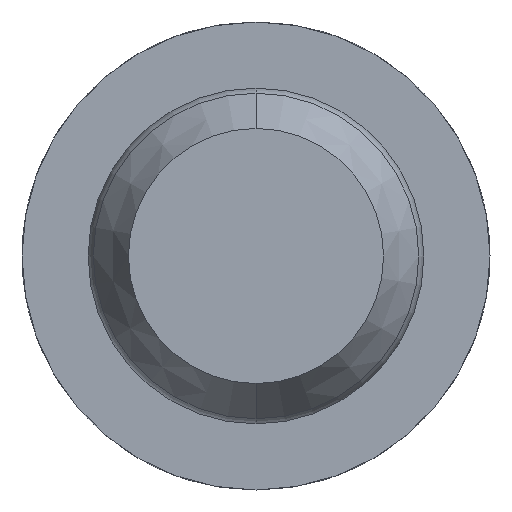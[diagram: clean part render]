
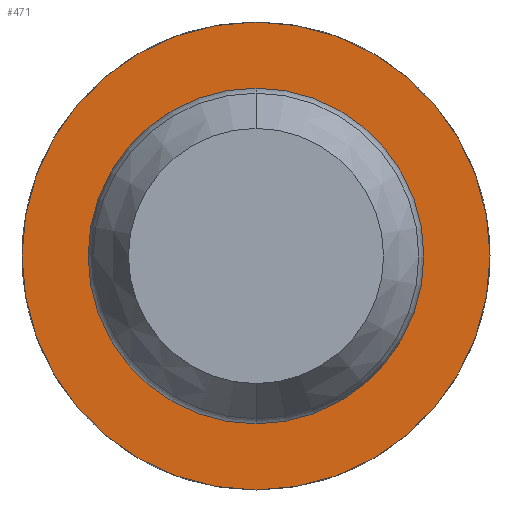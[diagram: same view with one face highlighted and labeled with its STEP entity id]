
A CAD part, front view. The second image highlights one B-rep face of the part: STEP entity #471.
In plain terms, the highlighted planar face has unit normal (0, -1, 0).
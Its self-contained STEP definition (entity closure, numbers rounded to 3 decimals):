
#104 = EDGE_CURVE ( 'Defeature ausgef�hrt3_4+Defeature ausgef�hrt3_5+Defeature ausgef�hrt3_5+Defeature ausgef�hrt3_5', #2772, #1469, #844, .T. ) ;
#114 = VERTEX_POINT ( 'NONE', #2801 ) ;
#154 = VERTEX_POINT ( 'NONE', #3106 ) ;
#161 = ORIENTED_EDGE ( 'NONE', *, *, #2888, .T. ) ;
#233 = DIRECTION ( 'NONE',  ( 0., 0., 1. ) ) ;
#471 = ADVANCED_FACE ( 'Defeature ausgef�hrt3_4', ( #2485, #3232 ), #595, .F. ) ;
#564 = DIRECTION ( 'NONE',  ( 0., 1., 0. ) ) ;
#581 = DIRECTION ( 'NONE',  ( 0., 1., 0. ) ) ;
#595 = PLANE ( 'NONE',  #2309 ) ;
#715 = AXIS2_PLACEMENT_3D ( 'NONE', #825, #564, #1130 ) ;
#825 = CARTESIAN_POINT ( 'NONE',  ( 0., -10.5, 0. ) ) ;
#833 = DIRECTION ( 'NONE',  ( 0., 1., 0. ) ) ;
#844 = CIRCLE ( 'NONE', #3455, 0.825 ) ;
#1092 = AXIS2_PLACEMENT_3D ( 'NONE', #3325, #581, #233 ) ;
#1096 = CARTESIAN_POINT ( 'NONE',  ( 0., -10.5, 0. ) ) ;
#1130 = DIRECTION ( 'NONE',  ( 0., 0., 1. ) ) ;
#1260 = ORIENTED_EDGE ( 'NONE', *, *, #2845, .F. ) ;
#1294 = CIRCLE ( 'NONE', #1092, 1.15 ) ;
#1380 = DIRECTION ( 'NONE',  ( 0., 0., 1. ) ) ;
#1442 = DIRECTION ( 'NONE',  ( 0., 0., 1. ) ) ;
#1469 = VERTEX_POINT ( 'NONE', #2695 ) ;
#1526 = EDGE_CURVE ( 'Defeature ausgef�hrt3_3+Defeature ausgef�hrt3_4+Defeature ausgef�hrt3_4+Defeature ausgef�hrt3_4', #154, #114, #1294, .T. ) ;
#1657 = DIRECTION ( 'NONE',  ( 0., 0., 1. ) ) ;
#1748 = DIRECTION ( 'NONE',  ( 0., 1., 0. ) ) ;
#1932 = AXIS2_PLACEMENT_3D ( 'NONE', #3114, #833, #1380 ) ;
#2020 = EDGE_LOOP ( 'NONE', ( #3025, #161 ) ) ;
#2298 = CARTESIAN_POINT ( 'NONE',  ( 1.15, -10.5, 0. ) ) ;
#2309 = AXIS2_PLACEMENT_3D ( 'NONE', #2298, #1748, #1442 ) ;
#2445 = EDGE_LOOP ( 'NONE', ( #3077, #1260 ) ) ;
#2485 = FACE_OUTER_BOUND ( 'NONE', #2445, .T. ) ;
#2695 = CARTESIAN_POINT ( 'NONE',  ( 0., -10.5, -0.825 ) ) ;
#2772 = VERTEX_POINT ( 'NONE', #3509 ) ;
#2801 = CARTESIAN_POINT ( 'NONE',  ( 0., -10.5, -1.15 ) ) ;
#2813 = DIRECTION ( 'NONE',  ( 0., 1., 0. ) ) ;
#2845 = EDGE_CURVE ( 'Defeature ausgef�hrt3_3+Defeature ausgef�hrt3_4+Defeature ausgef�hrt3_4+Defeature ausgef�hrt3_4', #114, #154, #3261, .T. ) ;
#2888 = EDGE_CURVE ( 'Defeature ausgef�hrt3_4+Defeature ausgef�hrt3_5+Defeature ausgef�hrt3_5+Defeature ausgef�hrt3_5', #1469, #2772, #3302, .T. ) ;
#3025 = ORIENTED_EDGE ( 'NONE', *, *, #104, .T. ) ;
#3077 = ORIENTED_EDGE ( 'NONE', *, *, #1526, .F. ) ;
#3106 = CARTESIAN_POINT ( 'NONE',  ( 0., -10.5, 1.15 ) ) ;
#3114 = CARTESIAN_POINT ( 'NONE',  ( 0., -10.5, 0. ) ) ;
#3232 = FACE_BOUND ( 'NONE', #2020, .T. ) ;
#3261 = CIRCLE ( 'NONE', #715, 1.15 ) ;
#3302 = CIRCLE ( 'NONE', #1932, 0.825 ) ;
#3325 = CARTESIAN_POINT ( 'NONE',  ( 0., -10.5, 0. ) ) ;
#3455 = AXIS2_PLACEMENT_3D ( 'NONE', #1096, #2813, #1657 ) ;
#3509 = CARTESIAN_POINT ( 'NONE',  ( 0., -10.5, 0.825 ) ) ;
